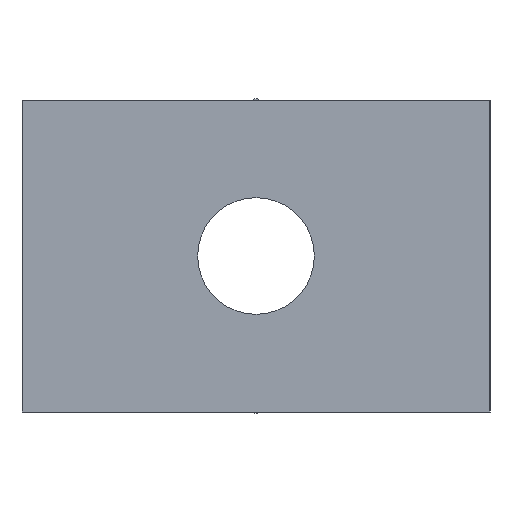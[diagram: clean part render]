
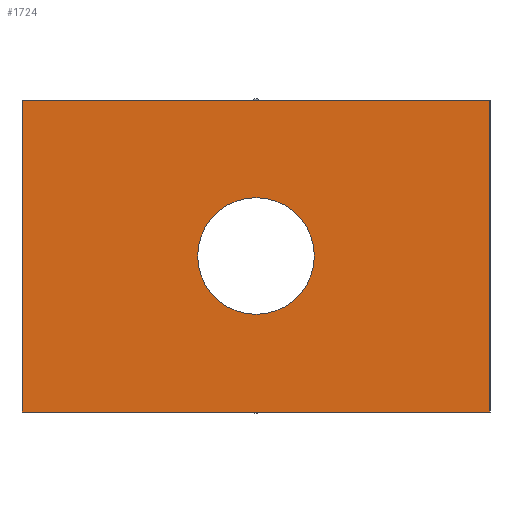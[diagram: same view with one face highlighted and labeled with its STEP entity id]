
A CAD part, left-side view. The second image highlights one B-rep face of the part: STEP entity #1724.
In plain terms, the highlighted planar face has unit normal (-1, 0, 0).
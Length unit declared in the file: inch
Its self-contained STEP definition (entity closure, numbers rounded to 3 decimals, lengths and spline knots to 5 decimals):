
#90 = CIRCLE ( 'NONE', #357, 0.187 ) ;
#132 = VERTEX_POINT ( 'NONE', #834 ) ;
#149 = VERTEX_POINT ( 'NONE', #812 ) ;
#172 = VERTEX_POINT ( 'NONE', #974 ) ;
#220 = CIRCLE ( 'NONE', #1762, 0.187 ) ;
#300 = EDGE_CURVE ( 'NONE', #172, #149, #220, .T. ) ;
#321 = EDGE_CURVE ( 'NONE', #939, #132, #1672, .T. ) ;
#357 = AXIS2_PLACEMENT_3D ( 'NONE', #2326, #2224, #2203 ) ;
#812 = CARTESIAN_POINT ( 'NONE',  ( -3.63, -0.75, 0.187 ) ) ;
#834 = CARTESIAN_POINT ( 'NONE',  ( -3.63, 0., -0.5 ) ) ;
#875 = VERTEX_POINT ( 'NONE', #1631 ) ;
#939 = VERTEX_POINT ( 'NONE', #1626 ) ;
#974 = CARTESIAN_POINT ( 'NONE',  ( -3.63, -0.75, -0.187 ) ) ;
#983 = VERTEX_POINT ( 'NONE', #1609 ) ;
#1361 = AXIS2_PLACEMENT_3D ( 'NONE', #1420, #1419, #1418 ) ;
#1418 = DIRECTION ( 'NONE',  ( 0., 0., 1. ) ) ;
#1419 = DIRECTION ( 'NONE',  ( -1., 0., 0. ) ) ;
#1420 = CARTESIAN_POINT ( 'NONE',  ( -3.63, -1.5, -0.5 ) ) ;
#1422 = PLANE ( 'NONE',  #1361 ) ;
#1491 = FACE_OUTER_BOUND ( 'NONE', #2153, .T. ) ;
#1492 = FACE_BOUND ( 'NONE', #2152, .T. ) ;
#1524 = VECTOR ( 'NONE', #1559, 39.37008 ) ;
#1525 = LINE ( 'NONE', #1560, #1524 ) ;
#1528 = VECTOR ( 'NONE', #1563, 39.37008 ) ;
#1529 = LINE ( 'NONE', #1564, #1528 ) ;
#1530 = VECTOR ( 'NONE', #1566, 39.37008 ) ;
#1532 = LINE ( 'NONE', #1567, #1530 ) ;
#1559 = DIRECTION ( 'NONE',  ( 0., 1., 0. ) ) ;
#1560 = CARTESIAN_POINT ( 'NONE',  ( -3.63, -1.5, 0.5 ) ) ;
#1563 = DIRECTION ( 'NONE',  ( 0., 0., 1. ) ) ;
#1564 = CARTESIAN_POINT ( 'NONE',  ( -3.63, 0., -0.5 ) ) ;
#1566 = DIRECTION ( 'NONE',  ( 0., 0., 1. ) ) ;
#1567 = CARTESIAN_POINT ( 'NONE',  ( -3.63, -1.5, -0.5 ) ) ;
#1609 = CARTESIAN_POINT ( 'NONE',  ( -3.63, 0., 0.5 ) ) ;
#1626 = CARTESIAN_POINT ( 'NONE',  ( -3.63, -1.5, -0.5 ) ) ;
#1631 = CARTESIAN_POINT ( 'NONE',  ( -3.63, -1.5, 0.5 ) ) ;
#1641 = DIRECTION ( 'NONE',  ( 0., 1., 0. ) ) ;
#1642 = CARTESIAN_POINT ( 'NONE',  ( -3.63, -1.5, -0.5 ) ) ;
#1670 = VECTOR ( 'NONE', #1641, 39.37008 ) ;
#1672 = LINE ( 'NONE', #1642, #1670 ) ;
#1696 = EDGE_CURVE ( 'NONE', #939, #875, #1532, .T. ) ;
#1697 = EDGE_CURVE ( 'NONE', #132, #983, #1529, .T. ) ;
#1699 = EDGE_CURVE ( 'NONE', #875, #983, #1525, .T. ) ;
#1724 = ADVANCED_FACE ( 'NONE', ( #1492, #1491 ), #1422, .T. ) ;
#1762 = AXIS2_PLACEMENT_3D ( 'NONE', #1863, #1866, #1865 ) ;
#1863 = CARTESIAN_POINT ( 'NONE',  ( -3.63, -0.75, 0. ) ) ;
#1865 = DIRECTION ( 'NONE',  ( 0., 0., -1. ) ) ;
#1866 = DIRECTION ( 'NONE',  ( 1., 0., 0. ) ) ;
#2152 = EDGE_LOOP ( 'NONE', ( #2724, #2733 ) ) ;
#2153 = EDGE_LOOP ( 'NONE', ( #2752, #2739, #2746, #2753 ) ) ;
#2203 = DIRECTION ( 'NONE',  ( 0., 0., -1. ) ) ;
#2224 = DIRECTION ( 'NONE',  ( 1., 0., 0. ) ) ;
#2326 = CARTESIAN_POINT ( 'NONE',  ( -3.63, -0.75, 0. ) ) ;
#2644 = EDGE_CURVE ( 'NONE', #149, #172, #90, .T. ) ;
#2724 = ORIENTED_EDGE ( 'NONE', *, *, #300, .T. ) ;
#2733 = ORIENTED_EDGE ( 'NONE', *, *, #2644, .T. ) ;
#2739 = ORIENTED_EDGE ( 'NONE', *, *, #321, .F. ) ;
#2746 = ORIENTED_EDGE ( 'NONE', *, *, #1696, .T. ) ;
#2752 = ORIENTED_EDGE ( 'NONE', *, *, #1697, .F. ) ;
#2753 = ORIENTED_EDGE ( 'NONE', *, *, #1699, .T. ) ;
